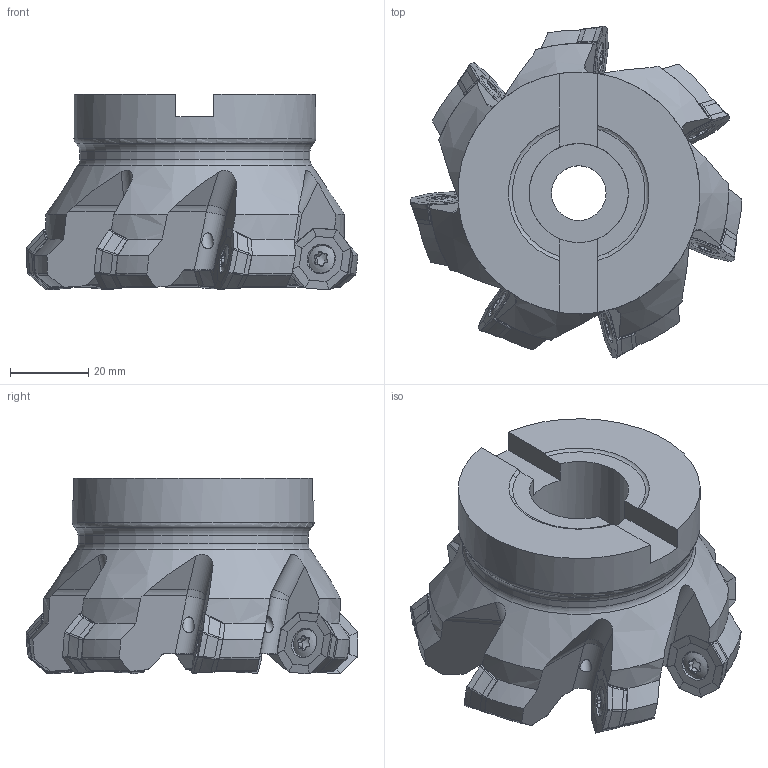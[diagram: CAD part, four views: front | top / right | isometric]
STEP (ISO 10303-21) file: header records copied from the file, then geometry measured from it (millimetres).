
FILE_DESCRIPTION(/* description */ (''),/* implementation_level */ '2;1');
FILE_NAME(/* name */ 'R220.43-03.00-06-07SA_Detailed.stp',/* time_stamp */ '2024-07-05T10:01:04+06:00',/* author */ (''),/* organization */ (''),/* preprocessor_version */ 'ST-DEVELOPER v16.7',/* originating_system */ 'SIEMENS PLM Software NX 12.0',/* authorisation */ '');
FILE_SCHEMA (('AUTOMOTIVE_DESIGN { 1 0 10303 214 3 1 1 1 }'));
Length unit declared in the file: millimetre
Products named in the file (4): CUT; NOCUT; ASSEMBLY_CONSTRUCTION; A2745269_stp_stp
Assembly tree (9 placements, depth 2):
  A2745269_stp_stp
    ASSEMBLY_CONSTRUCTION
    NOCUT
    CUT  x7
Bounding box: 85.03 x 85.04 x 50 mm (x, y, z)
Volume: 133195.2 mm3; surface area: 28785.6 mm2
Topology: 8 solids, 8 shells, 838 faces, 2769 edges, 1980 vertices
Faces by surface type: bspline 357, cylinder 216, plane 153, cone 65, torus 40, sphere 7
Full cylindrical faces by diameter (mm): 3 x7, 4.45 x7, 5 x7, 5.75 x7, 7.2 x7, 14 x1, 23 x1, 25.4 x1, 59 x1, 62 x1
Entity records: 25785 total; most frequent: CARTESIAN_POINT 15979, ORIENTED_EDGE 2314, DIRECTION 1418, EDGE_CURVE 1157, VERTEX_POINT 809, B_SPLINE_CURVE_WITH_KNOTS 707, AXIS2_PLACEMENT_3D 604, EDGE_LOOP 517
